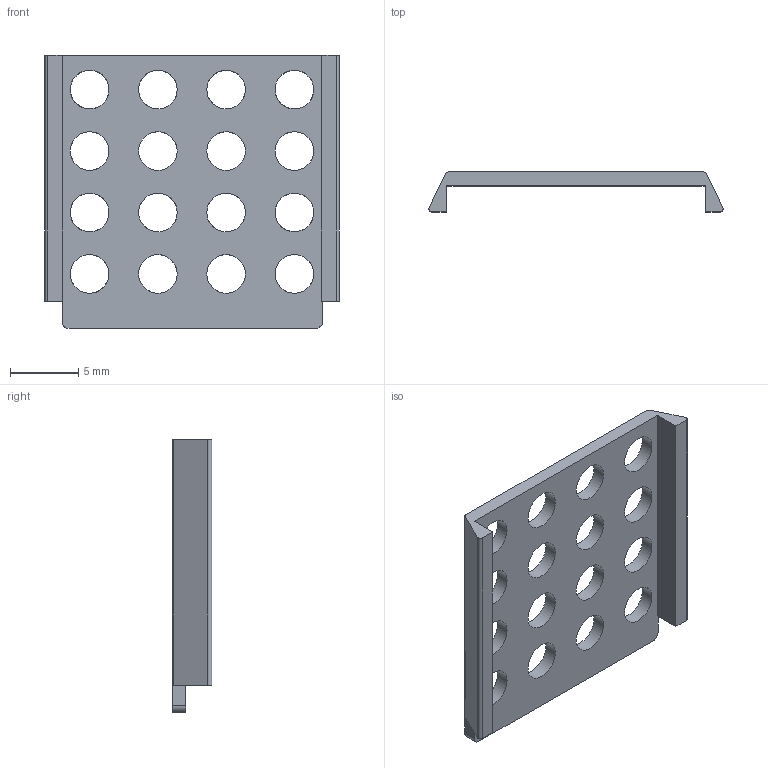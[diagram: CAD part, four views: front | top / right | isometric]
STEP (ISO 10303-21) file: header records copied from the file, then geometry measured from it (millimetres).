
FILE_DESCRIPTION(/* description */ (''),/* implementation_level */ '2;1');
FILE_NAME(/* name */ 'EndPhalange_grip_support.stp',/* time_stamp */ '2020-05-08T18:58:29+12:00',/* author */ ('Ajay Yadiki'),/* organization */ (''),/* preprocessor_version */ 'ST-DEVELOPER v18',/* originating_system */ 'Autodesk Inventor 2020',/* authorisation */ '');
FILE_SCHEMA (('AUTOMOTIVE_DESIGN { 1 0 10303 214 3 1 1 }'));
Length unit declared in the file: millimetre
Products named in the file (1): flange2_grip_support
Bounding box: 21.56 x 2.9 x 20 mm (x, y, z)
Volume: 351.6 mm3; surface area: 975.9 mm2
Topology: 1 solids, 1 shells, 36 faces, 116 edges, 82 vertices
Faces by surface type: cylinder 22, plane 14
Full cylindrical faces by diameter (mm): 2.828 x16
Entity records: 1448 total; most frequent: CARTESIAN_POINT 251, DIRECTION 247, ORIENTED_EDGE 232, EDGE_CURVE 116, AXIS2_PLACEMENT_3D 96, VERTEX_POINT 82, EDGE_LOOP 68, CIRCLE 59
